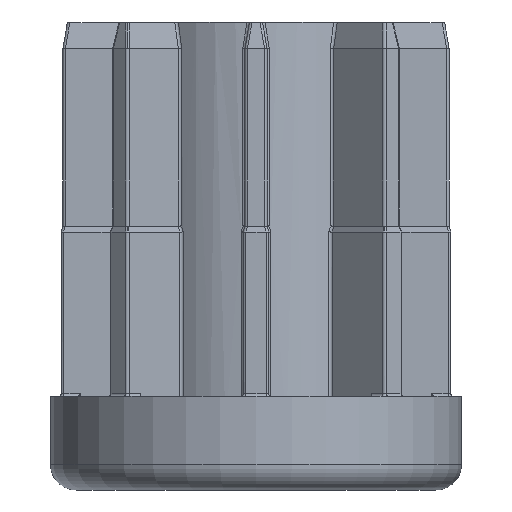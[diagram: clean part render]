
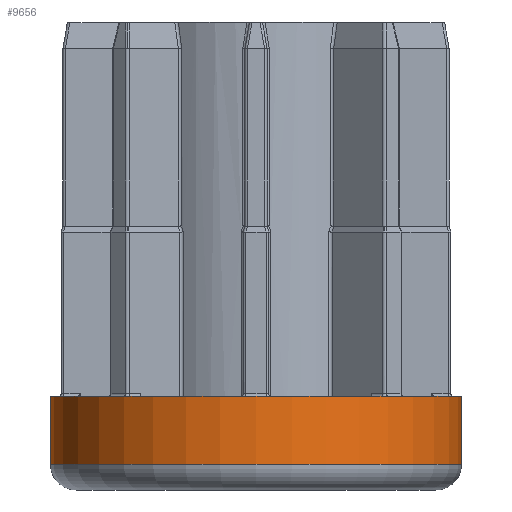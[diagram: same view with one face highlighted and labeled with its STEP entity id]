
A CAD part, front view. The second image highlights one B-rep face of the part: STEP entity #9656.
In plain terms, the highlighted cylindrical face has radius 24.15 mm (diameter 48.3 mm), a partial arc.
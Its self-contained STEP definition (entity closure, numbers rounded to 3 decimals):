
#199 = CARTESIAN_POINT ( 'NONE',  ( -24.15, 0., 11. ) ) ;
#247 = DIRECTION ( 'NONE',  ( 0., 0., -1. ) ) ;
#713 = VERTEX_POINT ( 'NONE', #12440 ) ;
#799 = CARTESIAN_POINT ( 'NONE',  ( 24.15, 0., 11. ) ) ;
#873 = VERTEX_POINT ( 'NONE', #799 ) ;
#951 = CARTESIAN_POINT ( 'NONE',  ( 0., 0., 11. ) ) ;
#1337 = ORIENTED_EDGE ( 'NONE', *, *, #12899, .F. ) ;
#1500 = ORIENTED_EDGE ( 'NONE', *, *, #3820, .F. ) ;
#1509 = AXIS2_PLACEMENT_3D ( 'NONE', #951, #8358, #2023 ) ;
#1641 = ORIENTED_EDGE ( 'NONE', *, *, #11827, .T. ) ;
#1685 = ORIENTED_EDGE ( 'NONE', *, *, #12929, .T. ) ;
#2023 = DIRECTION ( 'NONE',  ( 1., 0., 0. ) ) ;
#3689 = DIRECTION ( 'NONE',  ( -1., 0., 0. ) ) ;
#3820 = EDGE_CURVE ( 'NONE', #713, #873, #12541, .T. ) ;
#3986 = CIRCLE ( 'NONE', #4925, 24.15 ) ;
#4295 = CARTESIAN_POINT ( 'NONE',  ( 0., 0., 3. ) ) ;
#4341 = LINE ( 'NONE', #7424, #9562 ) ;
#4424 = CYLINDRICAL_SURFACE ( 'NONE', #11762, 24.15 ) ;
#4781 = EDGE_LOOP ( 'NONE', ( #1337, #1500, #1641, #1685 ) ) ;
#4925 = AXIS2_PLACEMENT_3D ( 'NONE', #4295, #11529, #5372 ) ;
#5372 = DIRECTION ( 'NONE',  ( 1., 0., 0. ) ) ;
#6916 = CARTESIAN_POINT ( 'NONE',  ( 0., 0., 11. ) ) ;
#7424 = CARTESIAN_POINT ( 'NONE',  ( 24.15, 0., 11. ) ) ;
#7597 = CARTESIAN_POINT ( 'NONE',  ( 24.15, 0., 3. ) ) ;
#8358 = DIRECTION ( 'NONE',  ( 0., 0., 1. ) ) ;
#9460 = DIRECTION ( 'NONE',  ( 0., 0., -1. ) ) ;
#9562 = VECTOR ( 'NONE', #9460, 1000. ) ;
#9656 = ADVANCED_FACE ( 'NONE', ( #9958 ), #4424, .T. ) ;
#9958 = FACE_OUTER_BOUND ( 'NONE', #4781, .T. ) ;
#10697 = VECTOR ( 'NONE', #247, 1000. ) ;
#10992 = DIRECTION ( 'NONE',  ( 0., 0., -1. ) ) ;
#11529 = DIRECTION ( 'NONE',  ( 0., 0., 1. ) ) ;
#11712 = VERTEX_POINT ( 'NONE', #13137 ) ;
#11762 = AXIS2_PLACEMENT_3D ( 'NONE', #6916, #10992, #3689 ) ;
#11820 = VERTEX_POINT ( 'NONE', #7597 ) ;
#11827 = EDGE_CURVE ( 'NONE', #713, #11712, #13209, .T. ) ;
#12440 = CARTESIAN_POINT ( 'NONE',  ( -24.15, 0., 11. ) ) ;
#12541 = CIRCLE ( 'NONE', #1509, 24.15 ) ;
#12899 = EDGE_CURVE ( 'NONE', #873, #11820, #4341, .T. ) ;
#12929 = EDGE_CURVE ( 'NONE', #11712, #11820, #3986, .T. ) ;
#13137 = CARTESIAN_POINT ( 'NONE',  ( -24.15, 0., 3. ) ) ;
#13209 = LINE ( 'NONE', #199, #10697 ) ;
